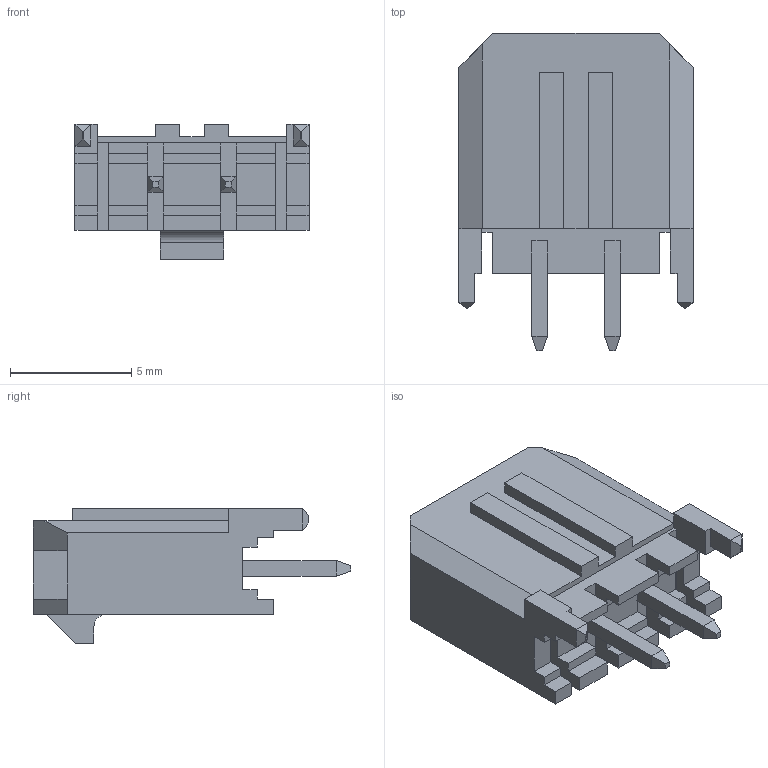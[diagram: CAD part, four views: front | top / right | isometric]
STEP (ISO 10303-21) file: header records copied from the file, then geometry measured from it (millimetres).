
FILE_DESCRIPTION (( 'STEP AP214' ), '1' );
FILE_NAME ('436500229.STEP', '2024-03-24T14:46:55', ( 'LENOVO' ), ( '' ), 'SwSTEP 2.0', 'SolidWorks 2021', '' );
FILE_SCHEMA (( 'AUTOMOTIVE_DESIGN' ));
Length unit declared in the file: millimetre
Products named in the file (1): 436500229
Bounding box: 9.65 x 13.08 x 5.57 mm (x, y, z)
Volume: 255 mm3; surface area: 575.8 mm2
Topology: 5 solids, 5 shells, 161 faces, 410 edges, 262 vertices
Faces by surface type: plane 160, cylinder 1
Entity records: 4894 total; most frequent: CARTESIAN_POINT 834, ORIENTED_EDGE 820, DIRECTION 736, EDGE_CURVE 410, VECTOR 408, LINE 408, VERTEX_POINT 262, EDGE_LOOP 164
